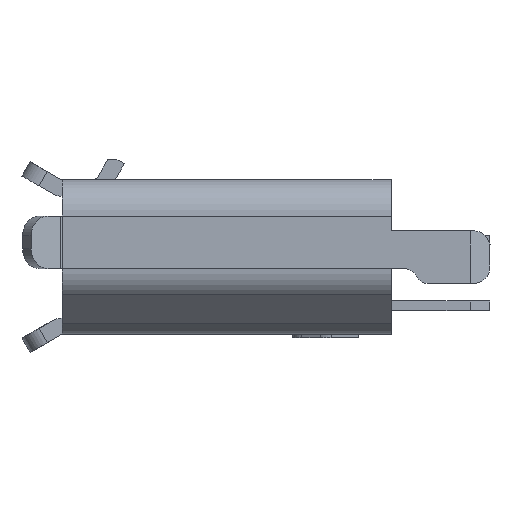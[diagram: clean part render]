
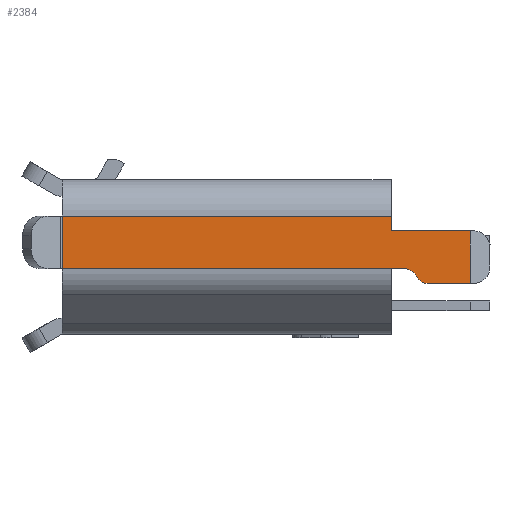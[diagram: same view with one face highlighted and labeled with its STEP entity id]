
A CAD part, left-side view. The second image highlights one B-rep face of the part: STEP entity #2384.
In plain terms, the highlighted planar face has unit normal (-1, 0, 0).
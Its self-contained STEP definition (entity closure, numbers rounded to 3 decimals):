
#2384=ADVANCED_FACE('NONE',(#4975),#4976,.F.);
#4975=FACE_OUTER_BOUND('',#6645,.T.);
#4976=PLANE('',#6646);
#6645=EDGE_LOOP('',(#9424,#9425,#9426,#9427,#9428,#9429,#9430,#9431,#9432,#9433));
#6646=AXIS2_PLACEMENT_3D('',#9434,#9435,#9436);
#9424=ORIENTED_EDGE('',*,*,#13997,.F.);
#9425=ORIENTED_EDGE('',*,*,#14154,.F.);
#9426=ORIENTED_EDGE('',*,*,#14250,.F.);
#9427=ORIENTED_EDGE('',*,*,#14251,.F.);
#9428=ORIENTED_EDGE('',*,*,#14252,.F.);
#9429=ORIENTED_EDGE('',*,*,#14253,.F.);
#9430=ORIENTED_EDGE('',*,*,#14254,.F.);
#9431=ORIENTED_EDGE('',*,*,#14255,.F.);
#9432=ORIENTED_EDGE('',*,*,#14256,.F.);
#9433=ORIENTED_EDGE('',*,*,#14257,.F.);
#9434=CARTESIAN_POINT('',(-3.7,0.4,0.133));
#9435=DIRECTION('',(1.0,0.,0.0));
#9436=DIRECTION('',(0.,0.,1.0));
#13997=EDGE_CURVE('NONE',#15812,#15791,#15814,.T.);
#14154=EDGE_CURVE('NONE',#16085,#15812,#16087,.T.);
#14250=EDGE_CURVE('NONE',#16244,#16085,#16245,.T.);
#14251=EDGE_CURVE('NONE',#15782,#16244,#16246,.T.);
#14252=EDGE_CURVE('NONE',#16247,#15782,#16248,.T.);
#14253=EDGE_CURVE('NONE',#16249,#16247,#16250,.T.);
#14254=EDGE_CURVE('NONE',#16251,#16249,#16252,.T.);
#14255=EDGE_CURVE('NONE',#16253,#16251,#16254,.T.);
#14256=EDGE_CURVE('NONE',#16255,#16253,#16256,.T.);
#14257=EDGE_CURVE('NONE',#15791,#16255,#16257,.T.);
#15782=VERTEX_POINT('NONE',#17098);
#15791=VERTEX_POINT('NONE',#17110);
#15812=VERTEX_POINT('NONE',#17138);
#15814=LINE('',#17140,#17141);
#16085=VERTEX_POINT('NONE',#17524);
#16087=LINE('',#17526,#17527);
#16244=VERTEX_POINT('NONE',#17762);
#16245=LINE('',#17763,#17764);
#16246=LINE('',#17765,#17766);
#16247=VERTEX_POINT('NONE',#17767);
#16248=LINE('',#17768,#17769);
#16249=VERTEX_POINT('NONE',#17770);
#16250=CIRCLE('',#17771,0.2);
#16251=VERTEX_POINT('NONE',#17772);
#16252=CIRCLE('',#17773,0.2);
#16253=VERTEX_POINT('NONE',#17774);
#16254=LINE('',#17775,#17776);
#16255=VERTEX_POINT('NONE',#17777);
#16256=LINE('',#17778,#17779);
#16257=LINE('',#17780,#17781);
#17098=CARTESIAN_POINT('',(-3.7,-1.5,-0.155));
#17110=CARTESIAN_POINT('',(-3.7,-1.5,0.42));
#17138=CARTESIAN_POINT('',(-3.7,-1.5,0.645));
#17140=CARTESIAN_POINT('',(-3.7,-1.5,0.133));
#17141=VECTOR('',#19032,1000.0);
#17524=CARTESIAN_POINT('',(-3.7,3.5,0.645));
#17526=CARTESIAN_POINT('',(-3.7,-1.6,0.645));
#17527=VECTOR('',#19277,1000.0);
#17762=CARTESIAN_POINT('',(-3.7,3.5,-0.155));
#17763=CARTESIAN_POINT('',(-3.7,3.5,0.133));
#17764=VECTOR('',#19407,1000.0);
#17765=CARTESIAN_POINT('',(-3.7,0.4,-0.155));
#17766=VECTOR('',#19408,1000.0);
#17767=CARTESIAN_POINT('',(-3.7,-1.7,-0.155));
#17768=CARTESIAN_POINT('',(-3.7,0.4,-0.155));
#17769=VECTOR('',#19409,1000.0);
#17770=CARTESIAN_POINT('',(-3.7,-1.88,-0.267));
#17771=AXIS2_PLACEMENT_3D('',#19410,#19411,#19412);
#17772=CARTESIAN_POINT('',(-3.7,-2.06,-0.38));
#17773=AXIS2_PLACEMENT_3D('',#19413,#19414,#19415);
#17774=CARTESIAN_POINT('',(-3.7,-2.7,-0.38));
#17775=CARTESIAN_POINT('',(-3.7,0.4,-0.38));
#17776=VECTOR('',#19416,1000.0);
#17777=CARTESIAN_POINT('',(-3.7,-2.7,0.42));
#17778=CARTESIAN_POINT('',(-3.7,-2.7,0.133));
#17779=VECTOR('',#19417,1000.0);
#17780=CARTESIAN_POINT('',(-3.7,0.4,0.42));
#17781=VECTOR('',#19418,1000.0);
#19032=DIRECTION('',(0.,0.,-1.0));
#19277=DIRECTION('',(0.,-1.0,0.));
#19407=DIRECTION('',(0.,0.,1.0));
#19408=DIRECTION('',(0.,1.0,0.));
#19409=DIRECTION('',(0.,1.0,0.));
#19410=CARTESIAN_POINT('',(-3.7,-1.7,-0.355));
#19411=DIRECTION('',(-1.0,0.,0.));
#19412=DIRECTION('',(0.0,-1.0,0.));
#19413=CARTESIAN_POINT('',(-3.7,-2.06,-0.18));
#19414=DIRECTION('',(1.0,0.,0.));
#19415=DIRECTION('',(0.0,-1.0,0.));
#19416=DIRECTION('',(0.,1.0,0.));
#19417=DIRECTION('',(0.,0.,-1.0));
#19418=DIRECTION('',(0.,-1.0,0.));
